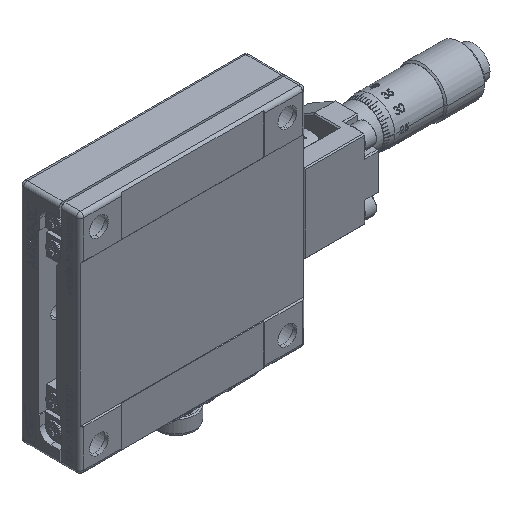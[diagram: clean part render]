
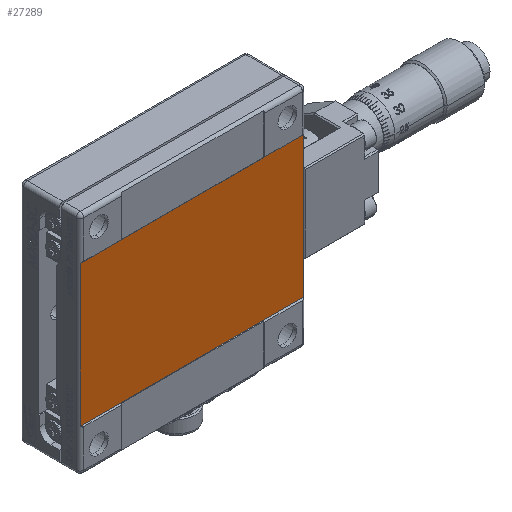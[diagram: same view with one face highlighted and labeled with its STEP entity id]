
A CAD part, isometric view. The second image highlights one B-rep face of the part: STEP entity #27289.
In plain terms, the highlighted planar face has unit normal (0, -1, 0).
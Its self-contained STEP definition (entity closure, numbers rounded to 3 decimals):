
#2047 = CARTESIAN_POINT ( 'NONE',  ( 26.128, -5.708, 18.7 ) ) ;
#5517 = EDGE_CURVE ( 'NONE', #11784, #58890, #51607, .T. ) ;
#7296 = VERTEX_POINT ( 'NONE', #13229 ) ;
#11784 = VERTEX_POINT ( 'NONE', #30328 ) ;
#12991 = DIRECTION ( 'NONE',  ( 0., 0., -1. ) ) ;
#13194 = DIRECTION ( 'NONE',  ( 0., 1., 0. ) ) ;
#13229 = CARTESIAN_POINT ( 'NONE',  ( -33.586, -5.708, 18.7 ) ) ;
#14258 = CARTESIAN_POINT ( 'NONE',  ( -33.586, -5.708, -18.7 ) ) ;
#19446 = EDGE_LOOP ( 'NONE', ( #28779, #72884, #31835, #56536 ) ) ;
#21425 = AXIS2_PLACEMENT_3D ( 'NONE', #55373, #13194, #62416 ) ;
#26884 = CARTESIAN_POINT ( 'NONE',  ( -33.586, -5.708, 18.7 ) ) ;
#27289 = ADVANCED_FACE ( 'NONE', ( #41666 ), #41197, .F. ) ;
#27634 = DIRECTION ( 'NONE',  ( 0., 0., 1. ) ) ;
#28779 = ORIENTED_EDGE ( 'NONE', *, *, #5517, .T. ) ;
#30328 = CARTESIAN_POINT ( 'NONE',  ( 25.842, -5.708, -18.7 ) ) ;
#31835 = ORIENTED_EDGE ( 'NONE', *, *, #46830, .T. ) ;
#32606 = VECTOR ( 'NONE', #12991, 1000. ) ;
#32864 = VECTOR ( 'NONE', #27634, 1000. ) ;
#33772 = CARTESIAN_POINT ( 'NONE',  ( 25.842, -5.708, 18.7 ) ) ;
#41133 = EDGE_CURVE ( 'NONE', #58890, #7296, #84091, .T. ) ;
#41197 = PLANE ( 'NONE',  #21425 ) ;
#41666 = FACE_OUTER_BOUND ( 'NONE', #19446, .T. ) ;
#46830 = EDGE_CURVE ( 'NONE', #7296, #78861, #69903, .T. ) ;
#50682 = DIRECTION ( 'NONE',  ( -1., 0., 0. ) ) ;
#51607 = LINE ( 'NONE', #69643, #32864 ) ;
#55373 = CARTESIAN_POINT ( 'NONE',  ( 26.128, -5.708, 18.7 ) ) ;
#56536 = ORIENTED_EDGE ( 'NONE', *, *, #62699, .F. ) ;
#58890 = VERTEX_POINT ( 'NONE', #33772 ) ;
#62416 = DIRECTION ( 'NONE',  ( 0., 0., 1. ) ) ;
#62699 = EDGE_CURVE ( 'NONE', #11784, #78861, #70646, .T. ) ;
#63248 = VECTOR ( 'NONE', #72141, 1000. ) ;
#69643 = CARTESIAN_POINT ( 'NONE',  ( 25.842, -5.708, -18.7 ) ) ;
#69903 = LINE ( 'NONE', #26884, #32606 ) ;
#70646 = LINE ( 'NONE', #78550, #87155 ) ;
#72141 = DIRECTION ( 'NONE',  ( -1., 0., 0. ) ) ;
#72884 = ORIENTED_EDGE ( 'NONE', *, *, #41133, .T. ) ;
#78550 = CARTESIAN_POINT ( 'NONE',  ( 26.128, -5.708, -18.7 ) ) ;
#78861 = VERTEX_POINT ( 'NONE', #14258 ) ;
#84091 = LINE ( 'NONE', #2047, #63248 ) ;
#87155 = VECTOR ( 'NONE', #50682, 1000. ) ;
